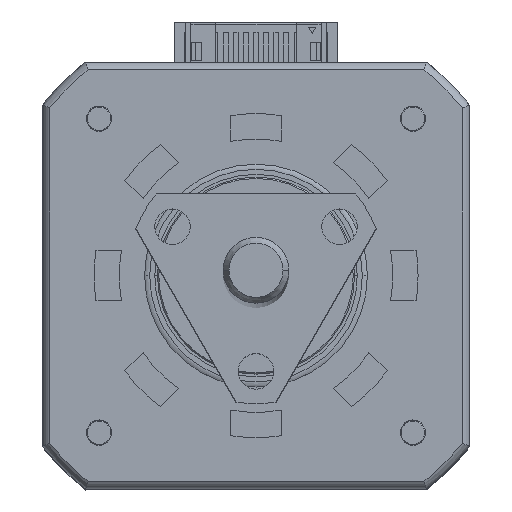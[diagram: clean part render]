
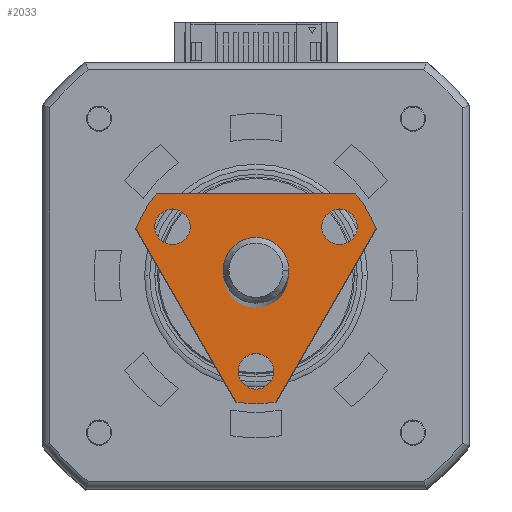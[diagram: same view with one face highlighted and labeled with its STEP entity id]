
A CAD part, top view. The second image highlights one B-rep face of the part: STEP entity #2033.
In plain terms, the highlighted planar face has unit normal (0, 0, 1).
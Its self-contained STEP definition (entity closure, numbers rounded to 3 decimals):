
#281 = DIRECTION ( 'NONE',  ( 0., 0., 1. ) ) ;
#507 = CARTESIAN_POINT ( 'NONE',  ( 0., 0., 34. ) ) ;
#751 = EDGE_LOOP ( 'NONE', ( #19023, #7462, #27455, #4266, #3187, #27606, #31848 ) ) ;
#1760 = AXIS2_PLACEMENT_3D ( 'NONE', #22259, #21794, #30122 ) ;
#2033 = ADVANCED_FACE ( 'NONE', ( #15862, #14100, #7628, #2893, #10635 ), #10634, .F. ) ;
#2191 = ORIENTED_EDGE ( 'NONE', *, *, #24195, .F. ) ;
#2324 = EDGE_LOOP ( 'NONE', ( #11218, #16546 ) ) ;
#2838 = EDGE_CURVE ( 'NONE', #33082, #26162, #8447, .T. ) ;
#2893 = FACE_BOUND ( 'NONE', #30104, .T. ) ;
#3187 = ORIENTED_EDGE ( 'NONE', *, *, #24260, .F. ) ;
#3732 = CARTESIAN_POINT ( 'NONE',  ( -4.762, -8.249, 34. ) ) ;
#4266 = ORIENTED_EDGE ( 'NONE', *, *, #8760, .F. ) ;
#4576 = AXIS2_PLACEMENT_3D ( 'NONE', #17364, #25824, #34112 ) ;
#5021 = DIRECTION ( 'NONE',  ( 1., 0., 0. ) ) ;
#5271 = EDGE_CURVE ( 'NONE', #5596, #19197, #10523, .T. ) ;
#5596 = VERTEX_POINT ( 'NONE', #12850 ) ;
#5626 = CARTESIAN_POINT ( 'NONE',  ( -6.512, 8.249, 34. ) ) ;
#5721 = CARTESIAN_POINT ( 'NONE',  ( -8., -9.864, 34. ) ) ;
#6063 = VERTEX_POINT ( 'NONE', #16175 ) ;
#6563 = CARTESIAN_POINT ( 'NONE',  ( 9.525, 0., 34. ) ) ;
#6593 = ORIENTED_EDGE ( 'NONE', *, *, #24455, .F. ) ;
#6797 = CIRCLE ( 'NONE', #15419, 1.75 ) ;
#6888 = CARTESIAN_POINT ( 'NONE',  ( -8., 9.864, 34. ) ) ;
#6973 = DIRECTION ( 'NONE',  ( 0.866, -0.5, 0. ) ) ;
#7090 = AXIS2_PLACEMENT_3D ( 'NONE', #19517, #17194, #19989 ) ;
#7234 = VERTEX_POINT ( 'NONE', #11421 ) ;
#7462 = ORIENTED_EDGE ( 'NONE', *, *, #2838, .F. ) ;
#7628 = FACE_BOUND ( 'NONE', #2324, .T. ) ;
#7793 = DIRECTION ( 'NONE',  ( -0.866, -0.5, 0. ) ) ;
#8078 = CIRCLE ( 'NONE', #10038, 1.75 ) ;
#8258 = DIRECTION ( 'NONE',  ( -1., 0., 0. ) ) ;
#8447 = CIRCLE ( 'NONE', #18650, 12.7 ) ;
#8629 = CIRCLE ( 'NONE', #4576, 12.7 ) ;
#8760 = EDGE_CURVE ( 'NONE', #16879, #27195, #13916, .T. ) ;
#9605 = LINE ( 'NONE', #18723, #26516 ) ;
#10038 = AXIS2_PLACEMENT_3D ( 'NONE', #6563, #31335, #14890 ) ;
#10144 = EDGE_CURVE ( 'NONE', #20960, #19019, #13822, .T. ) ;
#10384 = LINE ( 'NONE', #13404, #34572 ) ;
#10523 = CIRCLE ( 'NONE', #33483, 3. ) ;
#10634 = PLANE ( 'NONE',  #1760 ) ;
#10635 = FACE_OUTER_BOUND ( 'NONE', #751, .T. ) ;
#11021 = DIRECTION ( 'NONE',  ( 0., 0., -1. ) ) ;
#11056 = DIRECTION ( 'NONE',  ( 0., 0., 1. ) ) ;
#11218 = ORIENTED_EDGE ( 'NONE', *, *, #18009, .F. ) ;
#11421 = CARTESIAN_POINT ( 'NONE',  ( 12.7, 0., 34. ) ) ;
#11759 = VERTEX_POINT ( 'NONE', #14432 ) ;
#12516 = EDGE_CURVE ( 'NONE', #11759, #6063, #34692, .T. ) ;
#12754 = CARTESIAN_POINT ( 'NONE',  ( 12.542, -1.996, 34. ) ) ;
#12850 = CARTESIAN_POINT ( 'NONE',  ( 3., 0., 34. ) ) ;
#13226 = EDGE_CURVE ( 'NONE', #26162, #31650, #9605, .T. ) ;
#13404 = CARTESIAN_POINT ( 'NONE',  ( -8., 0., 34. ) ) ;
#13822 = CIRCLE ( 'NONE', #19507, 1.75 ) ;
#13916 = CIRCLE ( 'NONE', #30345, 12.7 ) ;
#14069 = DIRECTION ( 'NONE',  ( 0., 0., 1. ) ) ;
#14100 = FACE_BOUND ( 'NONE', #24217, .T. ) ;
#14432 = CARTESIAN_POINT ( 'NONE',  ( -6.512, -8.249, 34. ) ) ;
#14484 = AXIS2_PLACEMENT_3D ( 'NONE', #30780, #14069, #24863 ) ;
#14760 = VERTEX_POINT ( 'NONE', #27981 ) ;
#14811 = CARTESIAN_POINT ( 'NONE',  ( -4.762, 8.249, 34. ) ) ;
#14890 = DIRECTION ( 'NONE',  ( -1., 0., 0. ) ) ;
#15301 = DIRECTION ( 'NONE',  ( 1., 0., 0. ) ) ;
#15419 = AXIS2_PLACEMENT_3D ( 'NONE', #30763, #281, #8258 ) ;
#15427 = CARTESIAN_POINT ( 'NONE',  ( 0., 0., 34. ) ) ;
#15702 = ORIENTED_EDGE ( 'NONE', *, *, #12516, .F. ) ;
#15862 = FACE_BOUND ( 'NONE', #24754, .T. ) ;
#16175 = CARTESIAN_POINT ( 'NONE',  ( -3.012, -8.249, 34. ) ) ;
#16185 = DIRECTION ( 'NONE',  ( 0., 1., 0. ) ) ;
#16546 = ORIENTED_EDGE ( 'NONE', *, *, #16622, .F. ) ;
#16622 = EDGE_CURVE ( 'NONE', #29196, #14760, #31520, .T. ) ;
#16879 = VERTEX_POINT ( 'NONE', #20619 ) ;
#17194 = DIRECTION ( 'NONE',  ( 0., 0., 1. ) ) ;
#17364 = CARTESIAN_POINT ( 'NONE',  ( 0., 0., 34. ) ) ;
#17400 = DIRECTION ( 'NONE',  ( -1., 0., 0. ) ) ;
#18009 = EDGE_CURVE ( 'NONE', #14760, #29196, #8078, .T. ) ;
#18650 = AXIS2_PLACEMENT_3D ( 'NONE', #19057, #11021, #24722 ) ;
#18700 = DIRECTION ( 'NONE',  ( 0., 0., 1. ) ) ;
#18723 = CARTESIAN_POINT ( 'NONE',  ( -4.542, 11.86, 34. ) ) ;
#19019 = VERTEX_POINT ( 'NONE', #5626 ) ;
#19023 = ORIENTED_EDGE ( 'NONE', *, *, #13226, .F. ) ;
#19057 = CARTESIAN_POINT ( 'NONE',  ( 0., 0., 34. ) ) ;
#19098 = CIRCLE ( 'NONE', #7090, 1.75 ) ;
#19197 = VERTEX_POINT ( 'NONE', #31955 ) ;
#19507 = AXIS2_PLACEMENT_3D ( 'NONE', #14811, #31370, #31009 ) ;
#19517 = CARTESIAN_POINT ( 'NONE',  ( -4.762, 8.249, 34. ) ) ;
#19636 = DIRECTION ( 'NONE',  ( 1., 0., 0. ) ) ;
#19902 = CARTESIAN_POINT ( 'NONE',  ( -3.012, 8.249, 34. ) ) ;
#19989 = DIRECTION ( 'NONE',  ( -1., 0., 0. ) ) ;
#20619 = CARTESIAN_POINT ( 'NONE',  ( -4.542, -11.86, 34. ) ) ;
#20898 = CARTESIAN_POINT ( 'NONE',  ( 12.542, -1.996, 34. ) ) ;
#20960 = VERTEX_POINT ( 'NONE', #19902 ) ;
#21266 = AXIS2_PLACEMENT_3D ( 'NONE', #507, #22397, #19636 ) ;
#21603 = AXIS2_PLACEMENT_3D ( 'NONE', #15427, #18700, #5021 ) ;
#21794 = DIRECTION ( 'NONE',  ( 0., 0., -1. ) ) ;
#22259 = CARTESIAN_POINT ( 'NONE',  ( 0., 0., 34. ) ) ;
#22397 = DIRECTION ( 'NONE',  ( 0., 0., -1. ) ) ;
#22770 = EDGE_CURVE ( 'NONE', #19019, #20960, #19098, .T. ) ;
#22791 = EDGE_CURVE ( 'NONE', #31650, #7234, #26011, .T. ) ;
#23460 = CARTESIAN_POINT ( 'NONE',  ( 11.275, 0., 34. ) ) ;
#24195 = EDGE_CURVE ( 'NONE', #19197, #5596, #30161, .T. ) ;
#24217 = EDGE_LOOP ( 'NONE', ( #15702, #6593 ) ) ;
#24260 = EDGE_CURVE ( 'NONE', #33854, #16879, #29280, .T. ) ;
#24455 = EDGE_CURVE ( 'NONE', #6063, #11759, #6797, .T. ) ;
#24722 = DIRECTION ( 'NONE',  ( 1., 0., 0. ) ) ;
#24754 = EDGE_LOOP ( 'NONE', ( #33882, #2191 ) ) ;
#24856 = CARTESIAN_POINT ( 'NONE',  ( 12.542, 1.996, 34. ) ) ;
#24863 = DIRECTION ( 'NONE',  ( -1., 0., 0. ) ) ;
#25824 = DIRECTION ( 'NONE',  ( 0., 0., -1. ) ) ;
#26011 = CIRCLE ( 'NONE', #21266, 12.7 ) ;
#26162 = VERTEX_POINT ( 'NONE', #29612 ) ;
#26487 = AXIS2_PLACEMENT_3D ( 'NONE', #3732, #33907, #17400 ) ;
#26516 = VECTOR ( 'NONE', #6973, 1000. ) ;
#27195 = VERTEX_POINT ( 'NONE', #5721 ) ;
#27455 = ORIENTED_EDGE ( 'NONE', *, *, #33418, .F. ) ;
#27606 = ORIENTED_EDGE ( 'NONE', *, *, #31731, .F. ) ;
#27646 = CARTESIAN_POINT ( 'NONE',  ( 0., 0., 34. ) ) ;
#27713 = ORIENTED_EDGE ( 'NONE', *, *, #10144, .F. ) ;
#27981 = CARTESIAN_POINT ( 'NONE',  ( 7.775, 0., 34. ) ) ;
#28352 = DIRECTION ( 'NONE',  ( 1., 0., 0. ) ) ;
#28845 = CARTESIAN_POINT ( 'NONE',  ( 0., 0., 34. ) ) ;
#29086 = DIRECTION ( 'NONE',  ( 0., 0., -1. ) ) ;
#29196 = VERTEX_POINT ( 'NONE', #23460 ) ;
#29280 = LINE ( 'NONE', #20898, #33998 ) ;
#29612 = CARTESIAN_POINT ( 'NONE',  ( -4.542, 11.86, 34. ) ) ;
#29891 = ORIENTED_EDGE ( 'NONE', *, *, #22770, .F. ) ;
#30104 = EDGE_LOOP ( 'NONE', ( #29891, #27713 ) ) ;
#30122 = DIRECTION ( 'NONE',  ( -1., 0., 0. ) ) ;
#30161 = CIRCLE ( 'NONE', #21603, 3. ) ;
#30345 = AXIS2_PLACEMENT_3D ( 'NONE', #28845, #29086, #15301 ) ;
#30763 = CARTESIAN_POINT ( 'NONE',  ( -4.762, -8.249, 34. ) ) ;
#30780 = CARTESIAN_POINT ( 'NONE',  ( 9.525, 0., 34. ) ) ;
#31009 = DIRECTION ( 'NONE',  ( -1., 0., 0. ) ) ;
#31335 = DIRECTION ( 'NONE',  ( 0., 0., 1. ) ) ;
#31370 = DIRECTION ( 'NONE',  ( 0., 0., 1. ) ) ;
#31520 = CIRCLE ( 'NONE', #14484, 1.75 ) ;
#31650 = VERTEX_POINT ( 'NONE', #24856 ) ;
#31731 = EDGE_CURVE ( 'NONE', #7234, #33854, #8629, .T. ) ;
#31848 = ORIENTED_EDGE ( 'NONE', *, *, #22791, .F. ) ;
#31955 = CARTESIAN_POINT ( 'NONE',  ( -3., 0., 34. ) ) ;
#33082 = VERTEX_POINT ( 'NONE', #6888 ) ;
#33418 = EDGE_CURVE ( 'NONE', #27195, #33082, #10384, .T. ) ;
#33483 = AXIS2_PLACEMENT_3D ( 'NONE', #27646, #11056, #28352 ) ;
#33854 = VERTEX_POINT ( 'NONE', #12754 ) ;
#33882 = ORIENTED_EDGE ( 'NONE', *, *, #5271, .F. ) ;
#33907 = DIRECTION ( 'NONE',  ( 0., 0., 1. ) ) ;
#33998 = VECTOR ( 'NONE', #7793, 1000. ) ;
#34112 = DIRECTION ( 'NONE',  ( 1., 0., 0. ) ) ;
#34572 = VECTOR ( 'NONE', #16185, 1000. ) ;
#34692 = CIRCLE ( 'NONE', #26487, 1.75 ) ;
